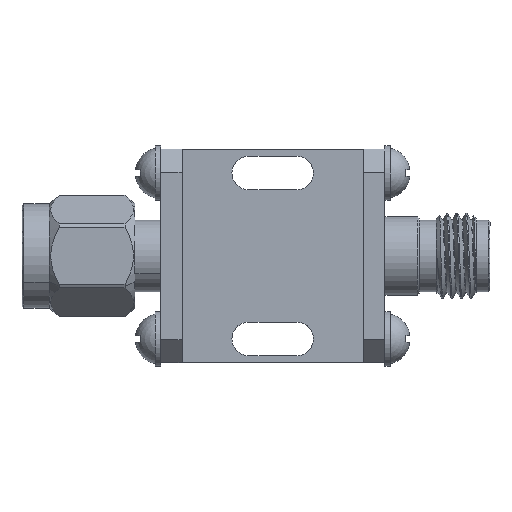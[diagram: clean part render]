
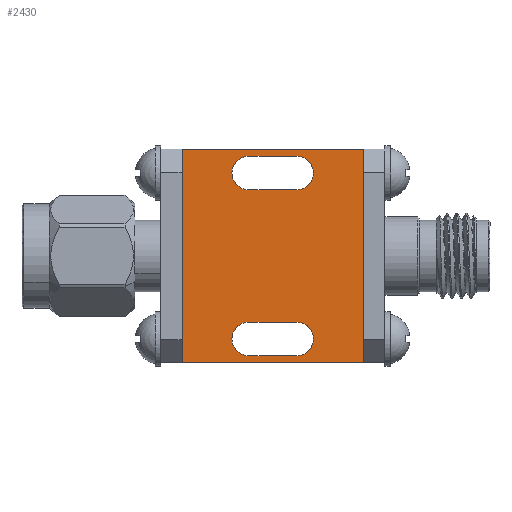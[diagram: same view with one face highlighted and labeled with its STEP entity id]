
A CAD part, top view. The second image highlights one B-rep face of the part: STEP entity #2430.
In plain terms, the highlighted planar face has unit normal (0, 0, 1).
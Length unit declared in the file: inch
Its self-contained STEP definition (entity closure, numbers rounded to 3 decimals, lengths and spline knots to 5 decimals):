
#223 = DIRECTION ( 'NONE',  ( 1., 0., 0. ) ) ;
#305 = LINE ( 'NONE', #5972, #2151 ) ;
#337 = VERTEX_POINT ( 'NONE', #7758 ) ;
#408 = EDGE_LOOP ( 'NONE', ( #2743, #9459, #3276, #8256 ) ) ;
#510 = ORIENTED_EDGE ( 'NONE', *, *, #2779, .F. ) ;
#567 = DIRECTION ( 'NONE',  ( 1., 0., 0. ) ) ;
#616 = CIRCLE ( 'NONE', #4343, 0.04921 ) ;
#714 = AXIS2_PLACEMENT_3D ( 'NONE', #7485, #2657, #5887 ) ;
#810 = VERTEX_POINT ( 'NONE', #4635 ) ;
#871 = CARTESIAN_POINT ( 'NONE',  ( 0.11921, 0.2275, 0.175 ) ) ;
#917 = LINE ( 'NONE', #9671, #9660 ) ;
#918 = CARTESIAN_POINT ( 'NONE',  ( -0.07, -0.30671, 0.175 ) ) ;
#1145 = AXIS2_PLACEMENT_3D ( 'NONE', #5595, #8610, #567 ) ;
#1301 = VECTOR ( 'NONE', #5580, 39.37008 ) ;
#1611 = DIRECTION ( 'NONE',  ( 0., 0., 1. ) ) ;
#1641 = DIRECTION ( 'NONE',  ( 1., 0., 0. ) ) ;
#1740 = CARTESIAN_POINT ( 'NONE',  ( 0.07, -0.30671, 0.175 ) ) ;
#1786 = FACE_BOUND ( 'NONE', #5327, .T. ) ;
#1828 = CARTESIAN_POINT ( 'NONE',  ( -0.265, -0.3275, 0.175 ) ) ;
#1916 = CARTESIAN_POINT ( 'NONE',  ( 0.07, 0.2275, 0.175 ) ) ;
#2151 = VECTOR ( 'NONE', #9201, 39.37008 ) ;
#2308 = ORIENTED_EDGE ( 'NONE', *, *, #4310, .F. ) ;
#2348 = CARTESIAN_POINT ( 'NONE',  ( -0.265, 0.2975, 0.175 ) ) ;
#2398 = CIRCLE ( 'NONE', #6968, 0.04921 ) ;
#2427 = VERTEX_POINT ( 'NONE', #1740 ) ;
#2430 = ADVANCED_FACE ( 'NONE', ( #5913, #1786, #7298 ), #5706, .T. ) ;
#2454 = CARTESIAN_POINT ( 'NONE',  ( -0.07, 0.27671, 0.175 ) ) ;
#2461 = DIRECTION ( 'NONE',  ( -1., 0., 0. ) ) ;
#2480 = VECTOR ( 'NONE', #5838, 39.37008 ) ;
#2542 = AXIS2_PLACEMENT_3D ( 'NONE', #5759, #8931, #7349 ) ;
#2619 = EDGE_CURVE ( 'NONE', #4034, #2427, #3104, .T. ) ;
#2657 = DIRECTION ( 'NONE',  ( 0., 0., 1. ) ) ;
#2743 = ORIENTED_EDGE ( 'NONE', *, *, #5594, .T. ) ;
#2779 = EDGE_CURVE ( 'NONE', #6401, #3846, #917, .T. ) ;
#2908 = CARTESIAN_POINT ( 'NONE',  ( 0.07, -0.2575, 0.175 ) ) ;
#3066 = ORIENTED_EDGE ( 'NONE', *, *, #5896, .F. ) ;
#3104 = LINE ( 'NONE', #7186, #10155 ) ;
#3276 = ORIENTED_EDGE ( 'NONE', *, *, #4148, .T. ) ;
#3350 = CARTESIAN_POINT ( 'NONE',  ( 0.265, 0.2975, 0.175 ) ) ;
#3511 = AXIS2_PLACEMENT_3D ( 'NONE', #2908, #4607, #9312 ) ;
#3634 = ORIENTED_EDGE ( 'NONE', *, *, #4992, .F. ) ;
#3846 = VERTEX_POINT ( 'NONE', #4902 ) ;
#3880 = VERTEX_POINT ( 'NONE', #871 ) ;
#4034 = VERTEX_POINT ( 'NONE', #918 ) ;
#4097 = VECTOR ( 'NONE', #7963, 39.37008 ) ;
#4112 = DIRECTION ( 'NONE',  ( -1., 0., 0. ) ) ;
#4148 = EDGE_CURVE ( 'NONE', #5593, #8159, #10441, .T. ) ;
#4177 = CIRCLE ( 'NONE', #3511, 0.04921 ) ;
#4310 = EDGE_CURVE ( 'NONE', #3880, #4423, #9845, .T. ) ;
#4343 = AXIS2_PLACEMENT_3D ( 'NONE', #7429, #1611, #7330 ) ;
#4423 = VERTEX_POINT ( 'NONE', #7843 ) ;
#4513 = EDGE_LOOP ( 'NONE', ( #8089, #8340, #510, #3066, #7648 ) ) ;
#4607 = DIRECTION ( 'NONE',  ( 0., 0., 1. ) ) ;
#4635 = CARTESIAN_POINT ( 'NONE',  ( -0.265, 0.2975, 0.175 ) ) ;
#4696 = AXIS2_PLACEMENT_3D ( 'NONE', #1916, #9165, #223 ) ;
#4902 = CARTESIAN_POINT ( 'NONE',  ( -0.07, -0.20829, 0.175 ) ) ;
#4992 = EDGE_CURVE ( 'NONE', #4423, #8710, #5479, .T. ) ;
#5009 = LINE ( 'NONE', #1828, #6732 ) ;
#5010 = EDGE_CURVE ( 'NONE', #8710, #10459, #616, .T. ) ;
#5040 = CIRCLE ( 'NONE', #4696, 0.04921 ) ;
#5327 = EDGE_LOOP ( 'NONE', ( #8923, #6065, #3634, #2308, #9953 ) ) ;
#5408 = EDGE_CURVE ( 'NONE', #10459, #8078, #305, .T. ) ;
#5479 = LINE ( 'NONE', #2454, #2480 ) ;
#5580 = DIRECTION ( 'NONE',  ( 0., -1., 0. ) ) ;
#5593 = VERTEX_POINT ( 'NONE', #9605 ) ;
#5594 = EDGE_CURVE ( 'NONE', #810, #6693, #6374, .T. ) ;
#5595 = CARTESIAN_POINT ( 'NONE',  ( -0.07, -0.2575, 0.175 ) ) ;
#5706 = PLANE ( 'NONE',  #2542 ) ;
#5759 = CARTESIAN_POINT ( 'NONE',  ( 0., 0., 0.175 ) ) ;
#5838 = DIRECTION ( 'NONE',  ( -1., 0., 0. ) ) ;
#5887 = DIRECTION ( 'NONE',  ( 1., 0., 0. ) ) ;
#5896 = EDGE_CURVE ( 'NONE', #337, #6401, #4177, .T. ) ;
#5913 = FACE_OUTER_BOUND ( 'NONE', #408, .T. ) ;
#5972 = CARTESIAN_POINT ( 'NONE',  ( -0.07, 0.17829, 0.175 ) ) ;
#6065 = ORIENTED_EDGE ( 'NONE', *, *, #5010, .F. ) ;
#6237 = EDGE_CURVE ( 'NONE', #6693, #5593, #5009, .T. ) ;
#6250 = EDGE_CURVE ( 'NONE', #8159, #810, #9824, .T. ) ;
#6374 = LINE ( 'NONE', #2348, #1301 ) ;
#6401 = VERTEX_POINT ( 'NONE', #9394 ) ;
#6657 = DIRECTION ( 'NONE',  ( 1., 0., 0. ) ) ;
#6693 = VERTEX_POINT ( 'NONE', #9858 ) ;
#6732 = VECTOR ( 'NONE', #6657, 39.37008 ) ;
#6735 = EDGE_CURVE ( 'NONE', #8078, #3880, #5040, .T. ) ;
#6968 = AXIS2_PLACEMENT_3D ( 'NONE', #9638, #8942, #1641 ) ;
#7186 = CARTESIAN_POINT ( 'NONE',  ( -0.07, -0.30671, 0.175 ) ) ;
#7298 = FACE_BOUND ( 'NONE', #4513, .T. ) ;
#7330 = DIRECTION ( 'NONE',  ( 1., 0., 0. ) ) ;
#7341 = CARTESIAN_POINT ( 'NONE',  ( -0.265, 0.2975, 0.175 ) ) ;
#7349 = DIRECTION ( 'NONE',  ( 1., 0., 0. ) ) ;
#7429 = CARTESIAN_POINT ( 'NONE',  ( -0.07, 0.2275, 0.175 ) ) ;
#7485 = CARTESIAN_POINT ( 'NONE',  ( 0.07, 0.2275, 0.175 ) ) ;
#7608 = EDGE_CURVE ( 'NONE', #3846, #4034, #9956, .T. ) ;
#7648 = ORIENTED_EDGE ( 'NONE', *, *, #9196, .F. ) ;
#7758 = CARTESIAN_POINT ( 'NONE',  ( 0.11921, -0.2575, 0.175 ) ) ;
#7843 = CARTESIAN_POINT ( 'NONE',  ( 0.07, 0.27671, 0.175 ) ) ;
#7963 = DIRECTION ( 'NONE',  ( 0., 1., 0. ) ) ;
#8078 = VERTEX_POINT ( 'NONE', #10083 ) ;
#8089 = ORIENTED_EDGE ( 'NONE', *, *, #2619, .F. ) ;
#8159 = VERTEX_POINT ( 'NONE', #3350 ) ;
#8256 = ORIENTED_EDGE ( 'NONE', *, *, #6250, .T. ) ;
#8340 = ORIENTED_EDGE ( 'NONE', *, *, #7608, .F. ) ;
#8610 = DIRECTION ( 'NONE',  ( 0., 0., 1. ) ) ;
#8695 = CARTESIAN_POINT ( 'NONE',  ( 0.265, 0.2975, 0.175 ) ) ;
#8710 = VERTEX_POINT ( 'NONE', #9409 ) ;
#8923 = ORIENTED_EDGE ( 'NONE', *, *, #5408, .F. ) ;
#8927 = CARTESIAN_POINT ( 'NONE',  ( -0.07, 0.17829, 0.175 ) ) ;
#8931 = DIRECTION ( 'NONE',  ( 0., 0., 1. ) ) ;
#8942 = DIRECTION ( 'NONE',  ( 0., 0., 1. ) ) ;
#9165 = DIRECTION ( 'NONE',  ( 0., 0., 1. ) ) ;
#9196 = EDGE_CURVE ( 'NONE', #2427, #337, #2398, .T. ) ;
#9201 = DIRECTION ( 'NONE',  ( 1., 0., 0. ) ) ;
#9312 = DIRECTION ( 'NONE',  ( 1., 0., 0. ) ) ;
#9394 = CARTESIAN_POINT ( 'NONE',  ( 0.07, -0.20829, 0.175 ) ) ;
#9409 = CARTESIAN_POINT ( 'NONE',  ( -0.07, 0.27671, 0.175 ) ) ;
#9459 = ORIENTED_EDGE ( 'NONE', *, *, #6237, .T. ) ;
#9605 = CARTESIAN_POINT ( 'NONE',  ( 0.265, -0.3275, 0.175 ) ) ;
#9638 = CARTESIAN_POINT ( 'NONE',  ( 0.07, -0.2575, 0.175 ) ) ;
#9660 = VECTOR ( 'NONE', #2461, 39.37008 ) ;
#9671 = CARTESIAN_POINT ( 'NONE',  ( -0.07, -0.20829, 0.175 ) ) ;
#9824 = LINE ( 'NONE', #7341, #9940 ) ;
#9845 = CIRCLE ( 'NONE', #714, 0.04921 ) ;
#9858 = CARTESIAN_POINT ( 'NONE',  ( -0.265, -0.3275, 0.175 ) ) ;
#9940 = VECTOR ( 'NONE', #4112, 39.37008 ) ;
#9953 = ORIENTED_EDGE ( 'NONE', *, *, #6735, .F. ) ;
#9956 = CIRCLE ( 'NONE', #1145, 0.04921 ) ;
#10083 = CARTESIAN_POINT ( 'NONE',  ( 0.07, 0.17829, 0.175 ) ) ;
#10155 = VECTOR ( 'NONE', #10305, 39.37008 ) ;
#10305 = DIRECTION ( 'NONE',  ( 1., 0., 0. ) ) ;
#10441 = LINE ( 'NONE', #8695, #4097 ) ;
#10459 = VERTEX_POINT ( 'NONE', #8927 ) ;
